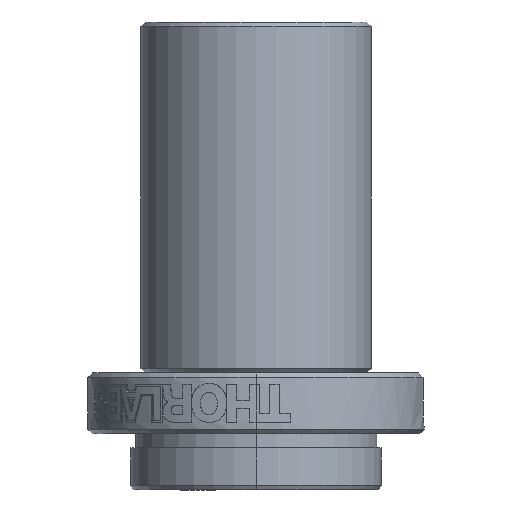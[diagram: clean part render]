
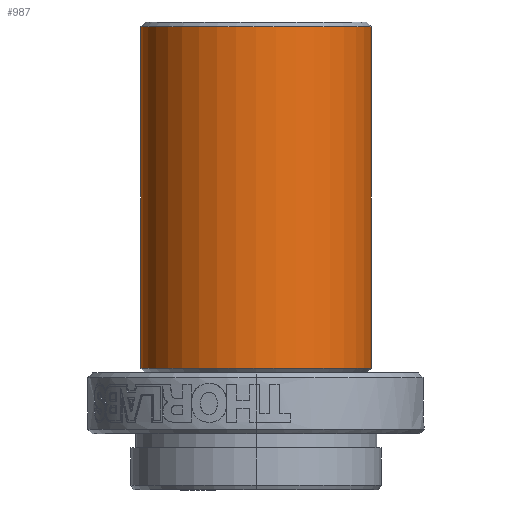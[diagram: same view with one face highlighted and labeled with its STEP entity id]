
A CAD part, left-side view. The second image highlights one B-rep face of the part: STEP entity #987.
In plain terms, the highlighted cylindrical face has radius 6.25 mm (diameter 12.5 mm), a partial arc.
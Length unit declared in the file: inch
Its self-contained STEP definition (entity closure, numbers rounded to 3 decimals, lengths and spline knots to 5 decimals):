
#95 = CARTESIAN_POINT ( 'NONE',  ( 0., 0.24606, 0.4 ) ) ;
#227 = EDGE_CURVE ( 'NONE', #22840, #242, #5234, .T. ) ;
#242 = VERTEX_POINT ( 'NONE', #20418 ) ;
#266 = ORIENTED_EDGE ( 'NONE', *, *, #24455, .T. ) ;
#532 = CARTESIAN_POINT ( 'NONE',  ( 0., 0.24606, -0.34 ) ) ;
#987 = ADVANCED_FACE ( 'NONE', ( #20014 ), #22894, .T. ) ;
#4433 = VERTEX_POINT ( 'NONE', #95 ) ;
#4474 = VERTEX_POINT ( 'NONE', #6292 ) ;
#5174 = CARTESIAN_POINT ( 'NONE',  ( 0., 0., -0.33 ) ) ;
#5234 = LINE ( 'NONE', #17183, #8331 ) ;
#5417 = ORIENTED_EDGE ( 'NONE', *, *, #14162, .T. ) ;
#6292 = CARTESIAN_POINT ( 'NONE',  ( 0., 0.24606, -0.33 ) ) ;
#6815 = CIRCLE ( 'NONE', #9893, 0.24606 ) ;
#7251 = DIRECTION ( 'NONE',  ( 0., 0., -1. ) ) ;
#8331 = VECTOR ( 'NONE', #20166, 39.37008 ) ;
#8356 = LINE ( 'NONE', #532, #17011 ) ;
#9216 = DIRECTION ( 'NONE',  ( 0., 0., -1. ) ) ;
#9815 = AXIS2_PLACEMENT_3D ( 'NONE', #12942, #7251, #13325 ) ;
#9893 = AXIS2_PLACEMENT_3D ( 'NONE', #5174, #10066, #18689 ) ;
#10066 = DIRECTION ( 'NONE',  ( 0., 0., -1. ) ) ;
#12942 = CARTESIAN_POINT ( 'NONE',  ( 0., 0., 0.4 ) ) ;
#13325 = DIRECTION ( 'NONE',  ( 0., 1., 0. ) ) ;
#14162 = EDGE_CURVE ( 'NONE', #4433, #4474, #8356, .T. ) ;
#16318 = CIRCLE ( 'NONE', #9815, 0.24606 ) ;
#17011 = VECTOR ( 'NONE', #32279, 39.37008 ) ;
#17183 = CARTESIAN_POINT ( 'NONE',  ( 0., -0.24606, -0.34 ) ) ;
#18689 = DIRECTION ( 'NONE',  ( 0., 1., 0. ) ) ;
#19448 = EDGE_CURVE ( 'NONE', #242, #4474, #6815, .T. ) ;
#20014 = FACE_OUTER_BOUND ( 'NONE', #22646, .T. ) ;
#20166 = DIRECTION ( 'NONE',  ( 0., 0., -1. ) ) ;
#20418 = CARTESIAN_POINT ( 'NONE',  ( 0., -0.24606, -0.33 ) ) ;
#20702 = CARTESIAN_POINT ( 'NONE',  ( 0., 0., -0.34 ) ) ;
#22646 = EDGE_LOOP ( 'NONE', ( #24255, #266, #5417, #32318 ) ) ;
#22840 = VERTEX_POINT ( 'NONE', #27366 ) ;
#22894 = CYLINDRICAL_SURFACE ( 'NONE', #36215, 0.24606 ) ;
#24255 = ORIENTED_EDGE ( 'NONE', *, *, #227, .F. ) ;
#24455 = EDGE_CURVE ( 'NONE', #22840, #4433, #16318, .T. ) ;
#27366 = CARTESIAN_POINT ( 'NONE',  ( 0., -0.24606, 0.4 ) ) ;
#27454 = DIRECTION ( 'NONE',  ( 0., 1., 0. ) ) ;
#32279 = DIRECTION ( 'NONE',  ( 0., 0., -1. ) ) ;
#32318 = ORIENTED_EDGE ( 'NONE', *, *, #19448, .F. ) ;
#36215 = AXIS2_PLACEMENT_3D ( 'NONE', #20702, #9216, #27454 ) ;
